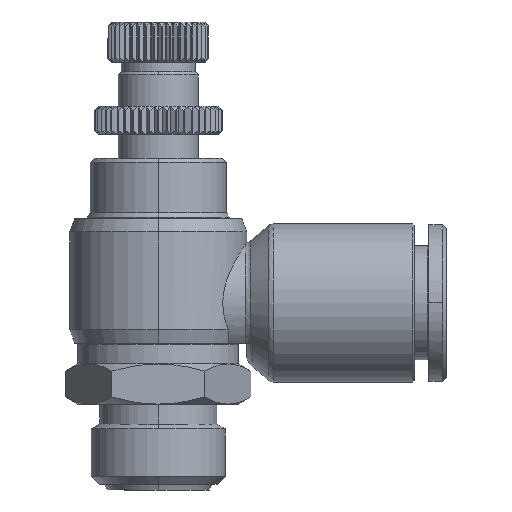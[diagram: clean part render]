
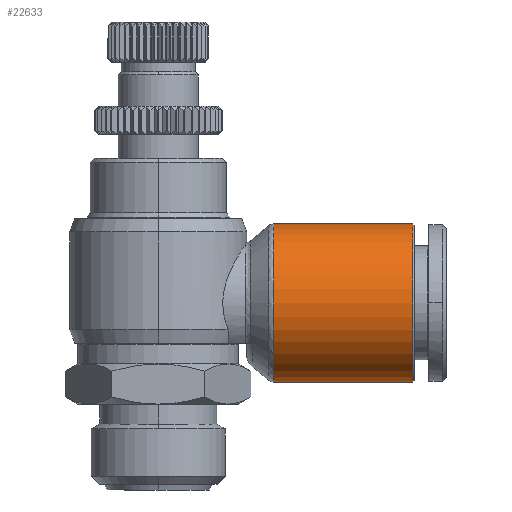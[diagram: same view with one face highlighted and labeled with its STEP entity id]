
A CAD part, front view. The second image highlights one B-rep face of the part: STEP entity #22633.
In plain terms, the highlighted cylindrical face has radius 9.85 mm (diameter 19.7 mm), a partial arc.
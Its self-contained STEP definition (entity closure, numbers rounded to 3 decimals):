
#901 = ORIENTED_EDGE ( 'NONE', *, *, #11297, .T. ) ;
#1090 = CARTESIAN_POINT ( 'NONE',  ( -11., 0., 9.85 ) ) ;
#1227 = FACE_OUTER_BOUND ( 'NONE', #14001, .T. ) ;
#2559 = ORIENTED_EDGE ( 'NONE', *, *, #4782, .F. ) ;
#3696 = CARTESIAN_POINT ( 'NONE',  ( -20.7, 0., 9.85 ) ) ;
#4782 = EDGE_CURVE ( 'NONE', #14166, #22388, #27722, .T. ) ;
#5758 = CYLINDRICAL_SURFACE ( 'NONE', #15332, 9.85 ) ;
#6488 = DIRECTION ( 'NONE',  ( -1., 0., 0. ) ) ;
#6754 = AXIS2_PLACEMENT_3D ( 'NONE', #26650, #6488, #28934 ) ;
#8110 = EDGE_CURVE ( 'NONE', #11281, #22388, #15437, .T. ) ;
#8694 = CARTESIAN_POINT ( 'NONE',  ( -11., 0., 0. ) ) ;
#11281 = VERTEX_POINT ( 'NONE', #13104 ) ;
#11297 = EDGE_CURVE ( 'NONE', #14166, #27836, #14550, .T. ) ;
#13104 = CARTESIAN_POINT ( 'NONE',  ( -3.364, 0., -9.85 ) ) ;
#14001 = EDGE_LOOP ( 'NONE', ( #2559, #901, #27331, #14106 ) ) ;
#14106 = ORIENTED_EDGE ( 'NONE', *, *, #8110, .T. ) ;
#14166 = VERTEX_POINT ( 'NONE', #3696 ) ;
#14550 = CIRCLE ( 'NONE', #27898, 9.85 ) ;
#14626 = DIRECTION ( 'NONE',  ( 1., 0., 0. ) ) ;
#14757 = LINE ( 'NONE', #26194, #23266 ) ;
#14943 = DIRECTION ( 'NONE',  ( 1., 0., 0. ) ) ;
#15243 = DIRECTION ( 'NONE',  ( 0., 0., -1. ) ) ;
#15332 = AXIS2_PLACEMENT_3D ( 'NONE', #8694, #26784, #15243 ) ;
#15437 = CIRCLE ( 'NONE', #6754, 9.85 ) ;
#18918 = VECTOR ( 'NONE', #14626, 1000. ) ;
#20987 = CARTESIAN_POINT ( 'NONE',  ( -3.364, 0., 9.85 ) ) ;
#22388 = VERTEX_POINT ( 'NONE', #20987 ) ;
#22633 = ADVANCED_FACE ( 'NONE', ( #1227 ), #5758, .T. ) ;
#23266 = VECTOR ( 'NONE', #14943, 1000. ) ;
#24357 = DIRECTION ( 'NONE',  ( 1., 0., 0. ) ) ;
#24531 = CARTESIAN_POINT ( 'NONE',  ( -20.7, 0., 0. ) ) ;
#26194 = CARTESIAN_POINT ( 'NONE',  ( -11., 0., -9.85 ) ) ;
#26650 = CARTESIAN_POINT ( 'NONE',  ( -3.364, 0., 0. ) ) ;
#26784 = DIRECTION ( 'NONE',  ( 1., 0., 0. ) ) ;
#26957 = EDGE_CURVE ( 'NONE', #27836, #11281, #14757, .T. ) ;
#27331 = ORIENTED_EDGE ( 'NONE', *, *, #26957, .T. ) ;
#27722 = LINE ( 'NONE', #1090, #18918 ) ;
#27836 = VERTEX_POINT ( 'NONE', #28344 ) ;
#27898 = AXIS2_PLACEMENT_3D ( 'NONE', #24531, #24357, #29103 ) ;
#28344 = CARTESIAN_POINT ( 'NONE',  ( -20.7, 0., -9.85 ) ) ;
#28934 = DIRECTION ( 'NONE',  ( 0., 0., -1. ) ) ;
#29103 = DIRECTION ( 'NONE',  ( 0., 0., -1. ) ) ;
